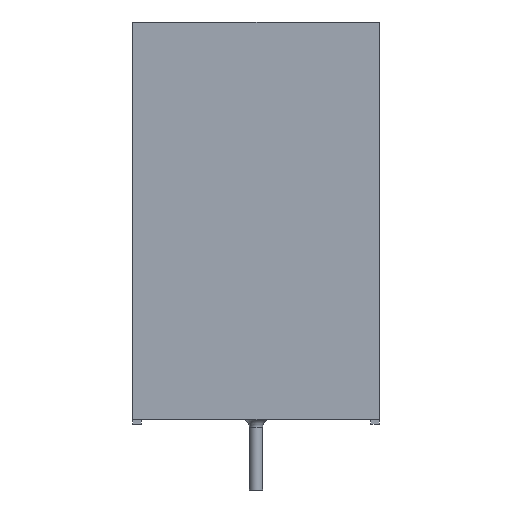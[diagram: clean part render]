
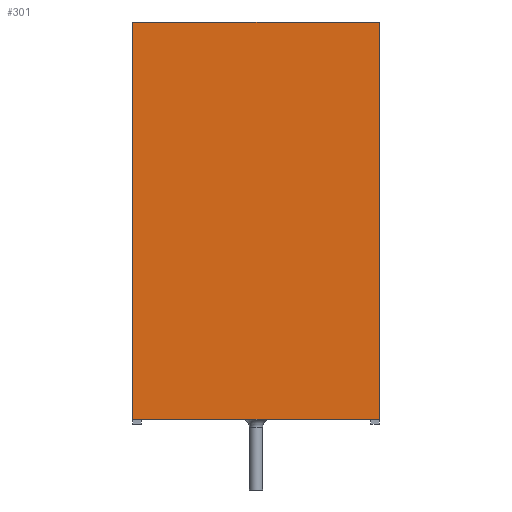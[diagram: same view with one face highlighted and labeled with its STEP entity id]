
A CAD part, left-side view. The second image highlights one B-rep face of the part: STEP entity #301.
In plain terms, the highlighted planar face has unit normal (-1, 0, 0).
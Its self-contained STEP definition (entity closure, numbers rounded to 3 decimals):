
#301 = ADVANCED_FACE( '', ( #799 ), #800, .F. );
#799 = FACE_OUTER_BOUND( '', #1541, .T. );
#800 = PLANE( '', #1542 );
#1541 = EDGE_LOOP( '', ( #2556, #2557, #2558, #2559 ) );
#1542 = AXIS2_PLACEMENT_3D( '', #2560, #2561, #2562 );
#2556 = ORIENTED_EDGE( '', *, *, #5020, .T. );
#2557 = ORIENTED_EDGE( '', *, *, #5084, .F. );
#2558 = ORIENTED_EDGE( '', *, *, #5085, .F. );
#2559 = ORIENTED_EDGE( '', *, *, #5086, .T. );
#2560 = CARTESIAN_POINT( '', ( -15.5, -7.5, 12.1 ) );
#2561 = DIRECTION( '', ( 1., 0., 0. ) );
#2562 = DIRECTION( '', ( 0., 0., -1. ) );
#5020 = EDGE_CURVE( '', #5867, #5868, #5869, .T. );
#5084 = EDGE_CURVE( '', #5979, #5868, #5980, .T. );
#5085 = EDGE_CURVE( '', #5981, #5979, #5982, .T. );
#5086 = EDGE_CURVE( '', #5981, #5867, #5983, .T. );
#5867 = VERTEX_POINT( '', #7277 );
#5868 = VERTEX_POINT( '', #7278 );
#5869 = LINE( '', #7279, #7280 );
#5979 = VERTEX_POINT( '', #7521 );
#5980 = LINE( '', #7522, #7523 );
#5981 = VERTEX_POINT( '', #7524 );
#5982 = LINE( '', #7525, #7526 );
#5983 = LINE( '', #7527, #7528 );
#7277 = CARTESIAN_POINT( '', ( -15.5, 7.5, 12.1 ) );
#7278 = CARTESIAN_POINT( '', ( -15.5, 7.5, -12.1 ) );
#7279 = CARTESIAN_POINT( '', ( -15.5, 7.5, 12.1 ) );
#7280 = VECTOR( '', #10170, 1000. );
#7521 = CARTESIAN_POINT( '', ( -15.5, -7.5, -12.1 ) );
#7522 = CARTESIAN_POINT( '', ( -15.5, -7.5, -12.1 ) );
#7523 = VECTOR( '', #10202, 1000. );
#7524 = CARTESIAN_POINT( '', ( -15.5, -7.5, 12.1 ) );
#7525 = CARTESIAN_POINT( '', ( -15.5, -7.5, 12.1 ) );
#7526 = VECTOR( '', #10203, 1000. );
#7527 = CARTESIAN_POINT( '', ( -15.5, -7.5, 12.1 ) );
#7528 = VECTOR( '', #10204, 1000. );
#10170 = DIRECTION( '', ( 0., 0., -1. ) );
#10202 = DIRECTION( '', ( 0., 1., 0. ) );
#10203 = DIRECTION( '', ( 0., 0., -1. ) );
#10204 = DIRECTION( '', ( 0., 1., 0. ) );
